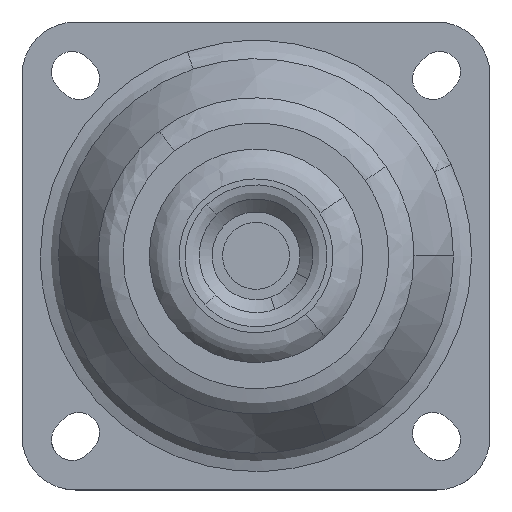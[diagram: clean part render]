
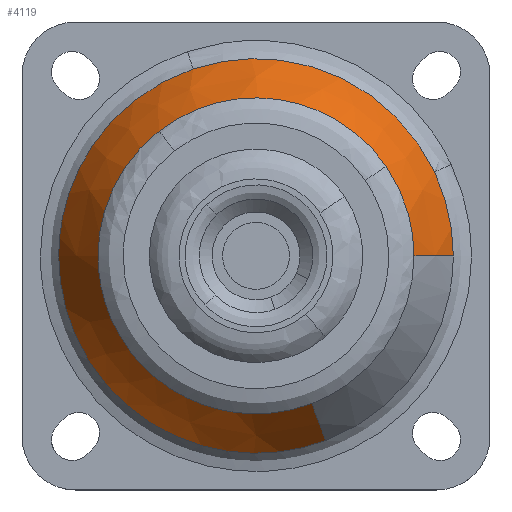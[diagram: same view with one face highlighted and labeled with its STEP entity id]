
A CAD part, top view. The second image highlights one B-rep face of the part: STEP entity #4119.
In plain terms, the highlighted free-form (B-spline) face has degree [2, 2] with [3, 9] control points.
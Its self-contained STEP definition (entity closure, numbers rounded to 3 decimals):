
#3018=CARTESIAN_POINT('',(38.705,12.566,15.77));
#3019=VERTEX_POINT('',#3018);
#3020=CARTESIAN_POINT('',(2.601,27.977,15.77));
#3021=VERTEX_POINT('',#3020);
#3022=CARTESIAN_POINT('',(38.705,12.566,15.77));
#3023=CARTESIAN_POINT('',(30.73,29.514,15.77));
#3024=CARTESIAN_POINT('',(12.0,29.514,15.77));
#3025=CARTESIAN_POINT('',(7.175,29.514,15.77));
#3026=CARTESIAN_POINT('',(2.601,27.977,15.77));
#3034=(BOUNDED_CURVE()B_SPLINE_CURVE(2,(#3022,#3023,#3024,#3025,#3026),.UNSPECIFIED.,.F.,.U.)B_SPLINE_CURVE_WITH_KNOTS((3,2,3),(0.572,0.75,0.804),.UNSPECIFIED.)CURVE()GEOMETRIC_REPRESENTATION_ITEM()RATIONAL_B_SPLINE_CURVE((0.88,0.792,1.0,0.937,0.901))REPRESENTATION_ITEM(''));
#3035=EDGE_CURVE('',#3019,#3021,#3034,.T.);
#3120=CARTESIAN_POINT('',(-17.514,0.0,15.77));
#3121=VERTEX_POINT('',#3120);
#3122=CARTESIAN_POINT('',(2.601,27.977,15.77));
#3123=CARTESIAN_POINT('',(-17.514,21.22,15.77));
#3124=CARTESIAN_POINT('',(-17.514,0.0,15.77));
#3132=(BOUNDED_CURVE()B_SPLINE_CURVE(2,(#3122,#3123,#3124),.UNSPECIFIED.,.F.,.U.)B_SPLINE_CURVE_WITH_KNOTS((3,3),(0.804,1.0),.UNSPECIFIED.)CURVE()GEOMETRIC_REPRESENTATION_ITEM()RATIONAL_B_SPLINE_CURVE((0.901,0.771,1.0))REPRESENTATION_ITEM(''));
#3133=EDGE_CURVE('',#3021,#3121,#3132,.T.);
#3182=CARTESIAN_POINT('',(41.514,0.0,15.77));
#3183=VERTEX_POINT('',#3182);
#3184=CARTESIAN_POINT('',(41.514,0.0,15.77));
#3185=CARTESIAN_POINT('',(41.514,6.597,15.77));
#3186=CARTESIAN_POINT('',(38.705,12.566,15.77));
#3194=(BOUNDED_CURVE()B_SPLINE_CURVE(2,(#3184,#3185,#3186),.UNSPECIFIED.,.F.,.U.)B_SPLINE_CURVE_WITH_KNOTS((3,3),(0.5,0.572),.UNSPECIFIED.)CURVE()GEOMETRIC_REPRESENTATION_ITEM()RATIONAL_B_SPLINE_CURVE((1.0,0.915,0.88))REPRESENTATION_ITEM(''));
#3195=EDGE_CURVE('',#3183,#3019,#3194,.T.);
#3197=CARTESIAN_POINT('',(22.427,-27.61,15.77));
#3198=VERTEX_POINT('',#3197);
#3212=CARTESIAN_POINT('',(-17.514,0.0,15.77));
#3213=CARTESIAN_POINT('',(-17.514,-29.514,15.77));
#3214=CARTESIAN_POINT('',(12.,-29.514,15.77));
#3215=CARTESIAN_POINT('',(17.387,-29.514,15.77));
#3216=CARTESIAN_POINT('',(22.427,-27.61,15.77));
#3224=(BOUNDED_CURVE()B_SPLINE_CURVE(2,(#3212,#3213,#3214,#3215,#3216),.UNSPECIFIED.,.F.,.U.)B_SPLINE_CURVE_WITH_KNOTS((3,2,3),(0.0,0.25,0.31),.UNSPECIFIED.)CURVE()GEOMETRIC_REPRESENTATION_ITEM()RATIONAL_B_SPLINE_CURVE((1.0,0.707,1.0,0.93,0.893))REPRESENTATION_ITEM(''));
#3225=EDGE_CURVE('',#3121,#3198,#3224,.T.);
#3488=CARTESIAN_POINT('',(-11.632,0.0,26.135));
#3489=VERTEX_POINT('',#3488);
#3490=CARTESIAN_POINT('',(-2.497,18.663,26.135));
#3491=VERTEX_POINT('',#3490);
#3492=CARTESIAN_POINT('',(-11.632,0.0,26.135));
#3493=CARTESIAN_POINT('',(-11.632,11.567,26.135));
#3494=CARTESIAN_POINT('',(-2.497,18.663,26.135));
#3502=(BOUNDED_CURVE()B_SPLINE_CURVE(2,(#3492,#3493,#3494),.UNSPECIFIED.,.F.,.U.)B_SPLINE_CURVE_WITH_KNOTS((3,3),(0.0,0.144),.UNSPECIFIED.)CURVE()GEOMETRIC_REPRESENTATION_ITEM()RATIONAL_B_SPLINE_CURVE((1.0,0.831,0.857))REPRESENTATION_ITEM(''));
#3503=EDGE_CURVE('',#3489,#3491,#3502,.T.);
#3505=CARTESIAN_POINT('',(20.349,-22.108,26.135));
#3506=VERTEX_POINT('',#3505);
#3507=CARTESIAN_POINT('',(20.349,-22.108,26.135));
#3508=CARTESIAN_POINT('',(16.314,-23.632,26.135));
#3509=CARTESIAN_POINT('',(12.0,-23.632,26.135));
#3510=CARTESIAN_POINT('',(-11.632,-23.632,26.135));
#3511=CARTESIAN_POINT('',(-11.632,0.0,26.135));
#3519=(BOUNDED_CURVE()B_SPLINE_CURVE(2,(#3507,#3508,#3509,#3510,#3511),.UNSPECIFIED.,.F.,.U.)B_SPLINE_CURVE_WITH_KNOTS((3,2,3),(0.69,0.75,1.0),.UNSPECIFIED.)CURVE()GEOMETRIC_REPRESENTATION_ITEM()RATIONAL_B_SPLINE_CURVE((0.893,0.93,1.0,0.707,1.0))REPRESENTATION_ITEM(''));
#3520=EDGE_CURVE('',#3506,#3489,#3519,.T.);
#3522=CARTESIAN_POINT('',(35.632,0.0,26.135));
#3523=VERTEX_POINT('',#3522);
#3537=CARTESIAN_POINT('',(31.461,13.405,26.135));
#3538=VERTEX_POINT('',#3537);
#3539=CARTESIAN_POINT('',(31.461,13.405,26.135));
#3540=CARTESIAN_POINT('',(35.632,7.351,26.135));
#3541=CARTESIAN_POINT('',(35.632,0.0,26.135));
#3549=(BOUNDED_CURVE()B_SPLINE_CURVE(2,(#3539,#3540,#3541),.UNSPECIFIED.,.F.,.U.)B_SPLINE_CURVE_WITH_KNOTS((3,3),(0.403,0.5),.UNSPECIFIED.)CURVE()GEOMETRIC_REPRESENTATION_ITEM()RATIONAL_B_SPLINE_CURVE((0.861,0.886,1.0))REPRESENTATION_ITEM(''));
#3550=EDGE_CURVE('',#3538,#3523,#3549,.T.);
#3653=CARTESIAN_POINT('',(-2.497,18.663,26.135));
#3654=CARTESIAN_POINT('',(3.9,23.632,26.135));
#3655=CARTESIAN_POINT('',(12.,23.632,26.135));
#3656=CARTESIAN_POINT('',(24.417,23.632,26.135));
#3657=CARTESIAN_POINT('',(31.461,13.405,26.135));
#3665=(BOUNDED_CURVE()B_SPLINE_CURVE(2,(#3653,#3654,#3655,#3656,#3657),.UNSPECIFIED.,.F.,.U.)B_SPLINE_CURVE_WITH_KNOTS((3,2,3),(0.144,0.25,0.403),.UNSPECIFIED.)CURVE()GEOMETRIC_REPRESENTATION_ITEM()RATIONAL_B_SPLINE_CURVE((0.857,0.876,1.0,0.821,0.861))REPRESENTATION_ITEM(''));
#3666=EDGE_CURVE('',#3491,#3538,#3665,.T.);
#4048=CARTESIAN_POINT('',(22.512,-27.836,15.227));
#4049=CARTESIAN_POINT('',(21.578,-25.362,21.259));
#4050=CARTESIAN_POINT('',(20.228,-21.786,26.622));
#4051=CARTESIAN_POINT('',(17.431,-29.755,15.227));
#4052=CARTESIAN_POINT('',(16.949,-27.11,21.259));
#4053=CARTESIAN_POINT('',(16.251,-23.288,26.622));
#4054=CARTESIAN_POINT('',(12.,-29.755,15.227));
#4055=CARTESIAN_POINT('',(12.,-27.11,21.259));
#4056=CARTESIAN_POINT('',(12.,-23.288,26.622));
#4057=CARTESIAN_POINT('',(-17.755,-29.755,15.227));
#4058=CARTESIAN_POINT('',(-15.11,-27.11,21.259));
#4059=CARTESIAN_POINT('',(-11.288,-23.288,26.622));
#4060=CARTESIAN_POINT('',(-17.755,0.0,15.227));
#4061=CARTESIAN_POINT('',(-15.11,0.0,21.259));
#4062=CARTESIAN_POINT('',(-11.288,0.0,26.622));
#4063=CARTESIAN_POINT('',(-17.755,29.755,15.227));
#4064=CARTESIAN_POINT('',(-15.11,27.11,21.259));
#4065=CARTESIAN_POINT('',(-11.288,23.288,26.622));
#4066=CARTESIAN_POINT('',(12.,29.755,15.227));
#4067=CARTESIAN_POINT('',(12.,27.11,21.259));
#4068=CARTESIAN_POINT('',(12.,23.288,26.622));
#4069=CARTESIAN_POINT('',(41.755,29.755,15.227));
#4070=CARTESIAN_POINT('',(39.11,27.11,21.259));
#4071=CARTESIAN_POINT('',(35.288,23.288,26.622));
#4072=CARTESIAN_POINT('',(41.755,0.0,15.227));
#4073=CARTESIAN_POINT('',(39.11,0.0,21.259));
#4074=CARTESIAN_POINT('',(35.288,0.0,26.622));
#4082=(BOUNDED_SURFACE()B_SPLINE_SURFACE(2,2,((#4048,#4051,#4054,#4057,#4060,#4063,#4066,#4069,#4072),(#4049,#4052,#4055,#4058,#4061,#4064,#4067,#4070,#4073),(#4050,#4053,#4056,#4059,#4062,#4065,#4068,#4071,#4074)),.UNSPECIFIED.,.F.,.F.,.U.)B_SPLINE_SURFACE_WITH_KNOTS((3,3),(3,2,2,2,3),(0.0,13.137),(0.0,11.832,61.131,110.431,159.73),.UNSPECIFIED.)GEOMETRIC_REPRESENTATION_ITEM()RATIONAL_B_SPLINE_SURFACE(((0.831,0.865,0.93,0.658,0.93,0.658,0.93,0.658,0.93),(0.825,0.858,0.923,0.653,0.923,0.653,0.923,0.653,0.923),(0.828,0.861,0.927,0.655,0.927,0.655,0.927,0.655,0.927)))REPRESENTATION_ITEM('')SURFACE());
#4083=ORIENTED_EDGE('',*,*,#3520,.T.);
#4084=ORIENTED_EDGE('',*,*,#3503,.T.);
#4085=ORIENTED_EDGE('',*,*,#3666,.T.);
#4086=ORIENTED_EDGE('',*,*,#3550,.T.);
#4087=CARTESIAN_POINT('',(41.514,0.0,15.77));
#4088=CARTESIAN_POINT('',(39.06,0.0,21.229));
#4089=CARTESIAN_POINT('',(35.632,0.0,26.135));
#4097=(BOUNDED_CURVE()B_SPLINE_CURVE(2,(#4087,#4088,#4089),.UNSPECIFIED.,.F.,.U.)B_SPLINE_CURVE_WITH_KNOTS((3,3),(0.693,0.775),.UNSPECIFIED.)CURVE()GEOMETRIC_REPRESENTATION_ITEM()RATIONAL_B_SPLINE_CURVE((0.929,0.924,0.926))REPRESENTATION_ITEM(''));
#4098=EDGE_CURVE('',#3183,#3523,#4097,.T.);
#4099=ORIENTED_EDGE('',*,*,#4098,.F.);
#4100=ORIENTED_EDGE('',*,*,#3195,.T.);
#4101=ORIENTED_EDGE('',*,*,#3035,.T.);
#4102=ORIENTED_EDGE('',*,*,#3133,.T.);
#4103=ORIENTED_EDGE('',*,*,#3225,.T.);
#4104=CARTESIAN_POINT('',(22.427,-27.61,15.77));
#4105=CARTESIAN_POINT('',(21.56,-25.315,21.229));
#4106=CARTESIAN_POINT('',(20.349,-22.108,26.135));
#4114=(BOUNDED_CURVE()B_SPLINE_CURVE(2,(#4104,#4105,#4106),.UNSPECIFIED.,.F.,.U.)B_SPLINE_CURVE_WITH_KNOTS((3,3),(0.693,0.775),.UNSPECIFIED.)CURVE()GEOMETRIC_REPRESENTATION_ITEM()RATIONAL_B_SPLINE_CURVE((0.83,0.825,0.827))REPRESENTATION_ITEM(''));
#4115=EDGE_CURVE('',#3198,#3506,#4114,.T.);
#4116=ORIENTED_EDGE('',*,*,#4115,.T.);
#4117=EDGE_LOOP('',(#4083,#4084,#4085,#4086,#4099,#4100,#4101,#4102,#4103,#4116));
#4118=FACE_OUTER_BOUND('',#4117,.T.);
#4119=ADVANCED_FACE('',(#4118),#4082,.T.);
